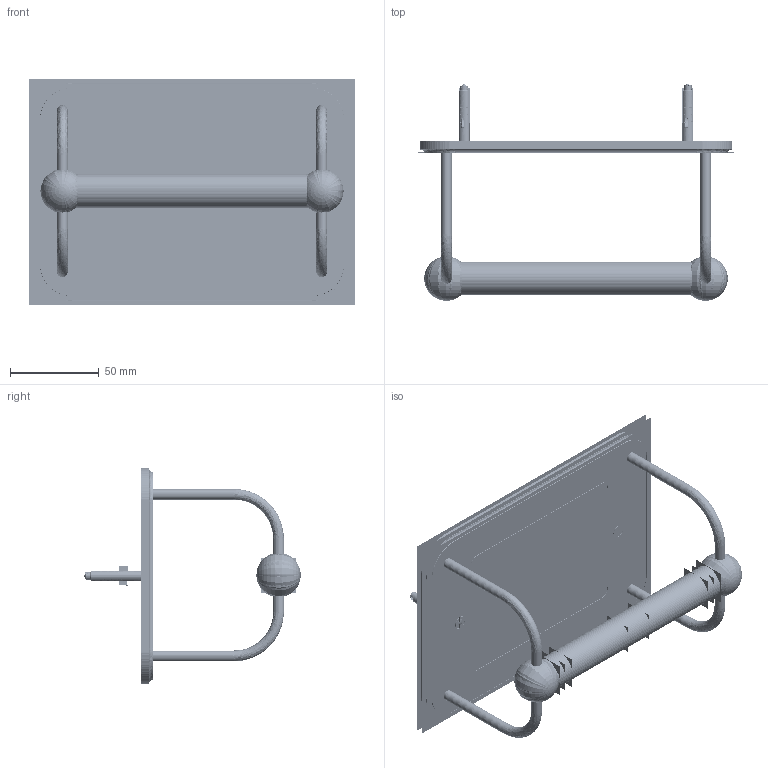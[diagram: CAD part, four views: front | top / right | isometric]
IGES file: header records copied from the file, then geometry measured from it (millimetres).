
Start section:  PTC IGES file: 2004129.igs
Global section: file name: 2004129.igs; native system: Pro/ENGINEER by Parametric Technology Corporation; preprocessor: 2008230; author: Administrator; organization: Unknown; date: 20140606.103828; units: millimetre
Bounding box: 183.04 x 122.5 x 126.88 mm (x, y, z)
Volume: 174534.1 mm3; surface area: 502462.3 mm2
Topology: 21 solids, 29 shells, 2156 faces, 11354 edges, 14528 vertices
Faces by surface type: revolution 1290, bspline 866
